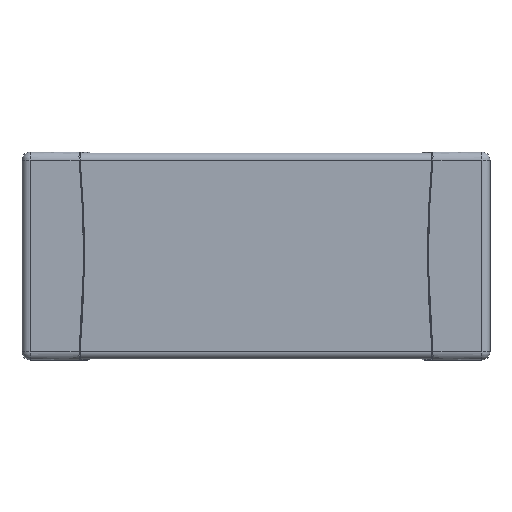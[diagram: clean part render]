
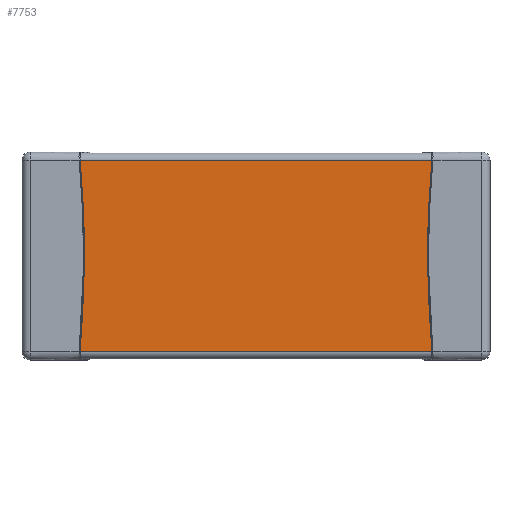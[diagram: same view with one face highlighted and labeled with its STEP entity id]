
A CAD part, front view. The second image highlights one B-rep face of the part: STEP entity #7753.
In plain terms, the highlighted planar face has unit normal (0, -1, 0).
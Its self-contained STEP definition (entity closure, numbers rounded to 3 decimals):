
#7646 = CYLINDRICAL_SURFACE('',#7647,0.07);
#7647 = AXIS2_PLACEMENT_3D('',#7648,#7649,#7650);
#7648 = CARTESIAN_POINT('',(-2.15,-0.92,1.93));
#7649 = DIRECTION('',(-1.,0.,0.));
#7650 = DIRECTION('',(0.,1.,0.));
#7671 = VERTEX_POINT('',#7672);
#7672 = CARTESIAN_POINT('',(2.15,-0.99,1.93));
#7687 = PLANE('',#7688);
#7688 = AXIS2_PLACEMENT_3D('',#7689,#7690,#7691);
#7689 = CARTESIAN_POINT('',(2.15,0.,1.01));
#7690 = DIRECTION('',(1.,0.,0.));
#7691 = DIRECTION('',(0.,0.,1.));
#7699 = EDGE_CURVE('',#7700,#7671,#7702,.T.);
#7700 = VERTEX_POINT('',#7701);
#7701 = CARTESIAN_POINT('',(-2.15,-0.99,1.93));
#7702 = SURFACE_CURVE('',#7703,(#7707,#7714),.PCURVE_S1.);
#7703 = LINE('',#7704,#7705);
#7704 = CARTESIAN_POINT('',(-2.15,-0.99,1.93));
#7705 = VECTOR('',#7706,1.);
#7706 = DIRECTION('',(1.,0.,0.));
#7707 = PCURVE('',#7646,#7708);
#7708 = DEFINITIONAL_REPRESENTATION('',(#7709),#7713);
#7709 = LINE('',#7710,#7711);
#7710 = CARTESIAN_POINT('',(-3.142,0.));
#7711 = VECTOR('',#7712,1.);
#7712 = DIRECTION('',(-0.,-1.));
#7713 = ( GEOMETRIC_REPRESENTATION_CONTEXT(2) 
PARAMETRIC_REPRESENTATION_CONTEXT() REPRESENTATION_CONTEXT('2D SPACE',''
  ) );
#7714 = PCURVE('',#7715,#7720);
#7715 = PLANE('',#7716);
#7716 = AXIS2_PLACEMENT_3D('',#7717,#7718,#7719);
#7717 = CARTESIAN_POINT('',(-2.15,-0.99,1.93));
#7718 = DIRECTION('',(0.,1.,0.));
#7719 = DIRECTION('',(0.,0.,-1.));
#7720 = DEFINITIONAL_REPRESENTATION('',(#7721),#7725);
#7721 = LINE('',#7722,#7723);
#7722 = CARTESIAN_POINT('',(0.,0.));
#7723 = VECTOR('',#7724,1.);
#7724 = DIRECTION('',(0.,-1.));
#7725 = ( GEOMETRIC_REPRESENTATION_CONTEXT(2) 
PARAMETRIC_REPRESENTATION_CONTEXT() REPRESENTATION_CONTEXT('2D SPACE',''
  ) );
#7742 = PLANE('',#7743);
#7743 = AXIS2_PLACEMENT_3D('',#7744,#7745,#7746);
#7744 = CARTESIAN_POINT('',(-2.15,0.,1.01));
#7745 = DIRECTION('',(1.,0.,0.));
#7746 = DIRECTION('',(0.,0.,1.));
#7753 = ADVANCED_FACE('',(#7754),#7715,.F.);
#7754 = FACE_BOUND('',#7755,.F.);
#7755 = EDGE_LOOP('',(#7756,#7757,#7780,#7808));
#7756 = ORIENTED_EDGE('',*,*,#7699,.T.);
#7757 = ORIENTED_EDGE('',*,*,#7758,.T.);
#7758 = EDGE_CURVE('',#7671,#7759,#7761,.T.);
#7759 = VERTEX_POINT('',#7760);
#7760 = CARTESIAN_POINT('',(2.15,-0.99,0.09));
#7761 = SURFACE_CURVE('',#7762,(#7766,#7773),.PCURVE_S1.);
#7762 = LINE('',#7763,#7764);
#7763 = CARTESIAN_POINT('',(2.15,-0.99,1.93));
#7764 = VECTOR('',#7765,1.);
#7765 = DIRECTION('',(0.,0.,-1.));
#7766 = PCURVE('',#7715,#7767);
#7767 = DEFINITIONAL_REPRESENTATION('',(#7768),#7772);
#7768 = LINE('',#7769,#7770);
#7769 = CARTESIAN_POINT('',(0.,-4.3));
#7770 = VECTOR('',#7771,1.);
#7771 = DIRECTION('',(1.,0.));
#7772 = ( GEOMETRIC_REPRESENTATION_CONTEXT(2) 
PARAMETRIC_REPRESENTATION_CONTEXT() REPRESENTATION_CONTEXT('2D SPACE',''
  ) );
#7773 = PCURVE('',#7687,#7774);
#7774 = DEFINITIONAL_REPRESENTATION('',(#7775),#7779);
#7775 = LINE('',#7776,#7777);
#7776 = CARTESIAN_POINT('',(0.92,0.99));
#7777 = VECTOR('',#7778,1.);
#7778 = DIRECTION('',(-1.,0.));
#7779 = ( GEOMETRIC_REPRESENTATION_CONTEXT(2) 
PARAMETRIC_REPRESENTATION_CONTEXT() REPRESENTATION_CONTEXT('2D SPACE',''
  ) );
#7780 = ORIENTED_EDGE('',*,*,#7781,.F.);
#7781 = EDGE_CURVE('',#7782,#7759,#7784,.T.);
#7782 = VERTEX_POINT('',#7783);
#7783 = CARTESIAN_POINT('',(-2.15,-0.99,0.09));
#7784 = SURFACE_CURVE('',#7785,(#7789,#7796),.PCURVE_S1.);
#7785 = LINE('',#7786,#7787);
#7786 = CARTESIAN_POINT('',(-2.15,-0.99,0.09));
#7787 = VECTOR('',#7788,1.);
#7788 = DIRECTION('',(1.,0.,0.));
#7789 = PCURVE('',#7715,#7790);
#7790 = DEFINITIONAL_REPRESENTATION('',(#7791),#7795);
#7791 = LINE('',#7792,#7793);
#7792 = CARTESIAN_POINT('',(1.84,0.));
#7793 = VECTOR('',#7794,1.);
#7794 = DIRECTION('',(0.,-1.));
#7795 = ( GEOMETRIC_REPRESENTATION_CONTEXT(2) 
PARAMETRIC_REPRESENTATION_CONTEXT() REPRESENTATION_CONTEXT('2D SPACE',''
  ) );
#7796 = PCURVE('',#7797,#7802);
#7797 = CYLINDRICAL_SURFACE('',#7798,0.07);
#7798 = AXIS2_PLACEMENT_3D('',#7799,#7800,#7801);
#7799 = CARTESIAN_POINT('',(-2.15,-0.92,0.09));
#7800 = DIRECTION('',(-1.,0.,0.));
#7801 = DIRECTION('',(0.,1.,0.));
#7802 = DEFINITIONAL_REPRESENTATION('',(#7803),#7807);
#7803 = LINE('',#7804,#7805);
#7804 = CARTESIAN_POINT('',(-3.142,0.));
#7805 = VECTOR('',#7806,1.);
#7806 = DIRECTION('',(-0.,-1.));
#7807 = ( GEOMETRIC_REPRESENTATION_CONTEXT(2) 
PARAMETRIC_REPRESENTATION_CONTEXT() REPRESENTATION_CONTEXT('2D SPACE',''
  ) );
#7808 = ORIENTED_EDGE('',*,*,#7809,.F.);
#7809 = EDGE_CURVE('',#7700,#7782,#7810,.T.);
#7810 = SURFACE_CURVE('',#7811,(#7815,#7822),.PCURVE_S1.);
#7811 = LINE('',#7812,#7813);
#7812 = CARTESIAN_POINT('',(-2.15,-0.99,1.93));
#7813 = VECTOR('',#7814,1.);
#7814 = DIRECTION('',(0.,0.,-1.));
#7815 = PCURVE('',#7715,#7816);
#7816 = DEFINITIONAL_REPRESENTATION('',(#7817),#7821);
#7817 = LINE('',#7818,#7819);
#7818 = CARTESIAN_POINT('',(0.,0.));
#7819 = VECTOR('',#7820,1.);
#7820 = DIRECTION('',(1.,0.));
#7821 = ( GEOMETRIC_REPRESENTATION_CONTEXT(2) 
PARAMETRIC_REPRESENTATION_CONTEXT() REPRESENTATION_CONTEXT('2D SPACE',''
  ) );
#7822 = PCURVE('',#7742,#7823);
#7823 = DEFINITIONAL_REPRESENTATION('',(#7824),#7828);
#7824 = LINE('',#7825,#7826);
#7825 = CARTESIAN_POINT('',(0.92,0.99));
#7826 = VECTOR('',#7827,1.);
#7827 = DIRECTION('',(-1.,0.));
#7828 = ( GEOMETRIC_REPRESENTATION_CONTEXT(2) 
PARAMETRIC_REPRESENTATION_CONTEXT() REPRESENTATION_CONTEXT('2D SPACE',''
  ) );
